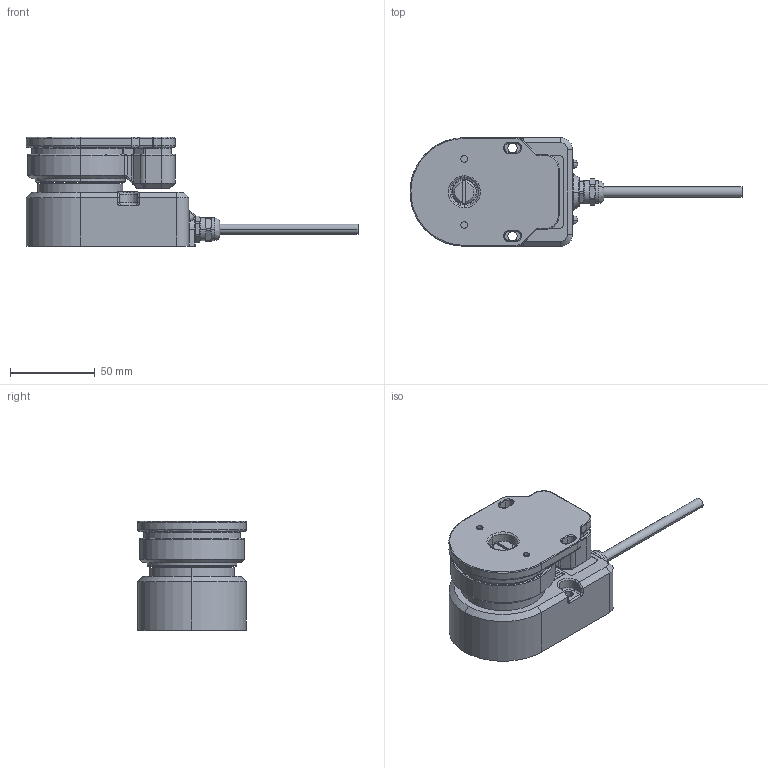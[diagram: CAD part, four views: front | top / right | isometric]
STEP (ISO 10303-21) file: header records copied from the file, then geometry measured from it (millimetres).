
FILE_DESCRIPTION (( 'STEP AP214' ), '1' );
FILE_NAME ('MGL-2P-U-461003.step', '2017-09-27T13:59:17', ( '' ), ( '' ), 'SwSTEP 2.0', 'SolidWorks 2017', '' );
FILE_SCHEMA (( 'AUTOMOTIVE_DESIGN' ));
Length unit declared in the file: inch
Products named in the file (3): MGL-2P-U-461003; MGL-2P-U-461003_1; MGL-2P-U-461003_2
Assembly tree (2 placements, depth 2):
  MGL-2P-U-461003
    MGL-2P-U-461003_1
    MGL-2P-U-461003_2
Bounding box: 196 x 64 x 64.5 mm (x, y, z)
Volume: 194276.3 mm3; surface area: 99704.4 mm2
Topology: 17 solids, 17 shells, 1585 faces, 3845 edges, 2316 vertices
Faces by surface type: cylinder 674, plane 431, bspline 355, cone 125
Entity records: 57335 total; most frequent: CARTESIAN_POINT 21684, ORIENTED_EDGE 7606, DIRECTION 7345, EDGE_CURVE 3803, AXIS2_PLACEMENT_3D 2853, VERTEX_POINT 2316, EDGE_LOOP 1703, VECTOR 1639
